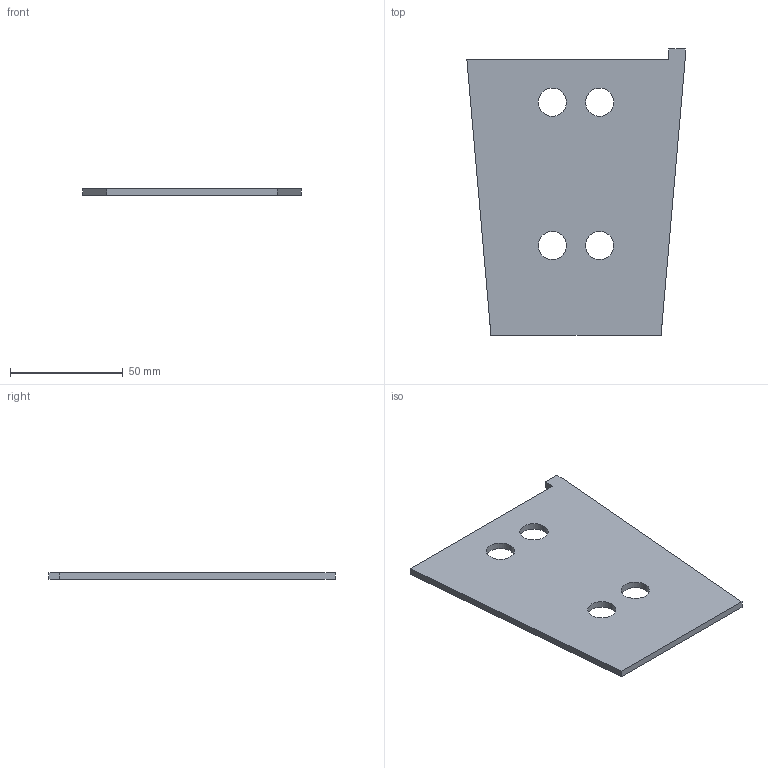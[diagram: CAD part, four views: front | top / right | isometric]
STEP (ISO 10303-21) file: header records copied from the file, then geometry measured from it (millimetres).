
FILE_DESCRIPTION((''),'2;1');
FILE_NAME('227-001333_MECHANICAL_TOP_PLATE','2017-01-17T',('BGH44976'),(''),'CREO PARAMETRIC BY PTC INC, 2015080','CREO PARAMETRIC BY PTC INC, 2015080','');
FILE_SCHEMA(('AUTOMOTIVE_DESIGN { 1 0 10303 214 1 1 1 1 }'));
Length unit declared in the file: millimetre
Products named in the file (1): 227-001333_MECHANICAL_TOP_PLATE
Bounding box: 96.71 x 126.68 x 3 mm (x, y, z)
Volume: 30099.8 mm3; surface area: 21816.9 mm2
Topology: 1 solids, 1 shells, 17 faces, 45 edges, 30 vertices
Faces by surface type: plane 9, cylinder 8
Entity records: 793 total; most frequent: DIRECTION 95, CARTESIAN_POINT 94, ORIENTED_EDGE 90, PRESENTATION_STYLE_ASSIGNMENT 46, STYLED_ITEM 46, COLOUR_RGB 46, CURVE_STYLE 45, EDGE_CURVE 45
